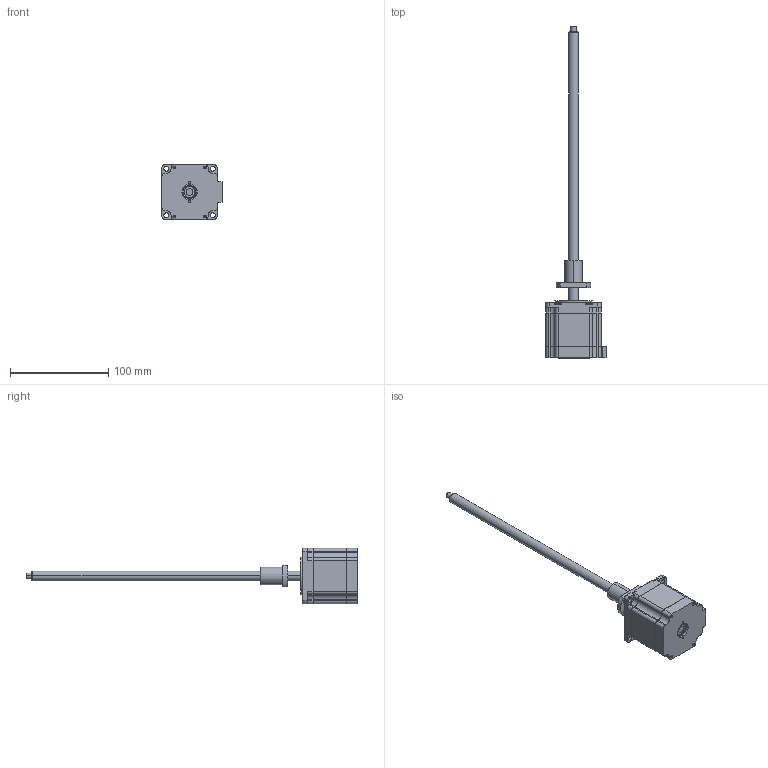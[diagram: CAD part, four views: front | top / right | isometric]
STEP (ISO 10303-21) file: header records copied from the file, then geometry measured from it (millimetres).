
FILE_DESCRIPTION (( 'STEP AP203' ), '1' );
FILE_NAME ('BE238S-B1002-275-AK1-S-220.STEP', '2019-04-14T07:56:12', ( 'Sky123.Org' ), ( 'Sky123.Org' ), 'SwSTEP 2.0', 'SolidWorks 2014', '' );
FILE_SCHEMA (( 'CONFIG_CONTROL_DESIGN' ));
Length unit declared in the file: millimetre
Products named in the file (1): BE238S-B1002-275-AK1-S-220
Bounding box: 61.2 x 337.5 x 56.2 mm (x, y, z)
Surface area: 38927.9 mm2 (no closed solid volume)
Topology: 0 solids, 22 shells, 361 faces, 1133 edges, 768 vertices
Faces by surface type: plane 167, cylinder 108, cone 74, sphere 8, torus 4
Entity records: 12963 total; most frequent: CARTESIAN_POINT 2823, DIRECTION 2165, ORIENTED_EDGE 1888, EDGE_CURVE 1133, VERTEX_POINT 768, AXIS2_PLACEMENT_3D 762, VECTOR 641, LINE 641
